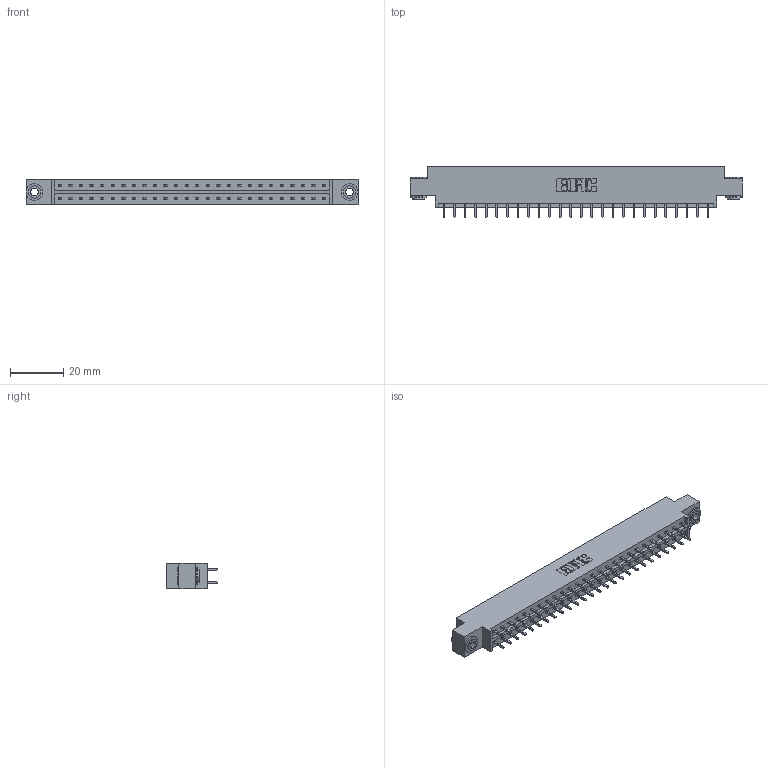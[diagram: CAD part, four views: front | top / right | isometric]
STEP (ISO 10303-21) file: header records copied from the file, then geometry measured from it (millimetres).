
FILE_DESCRIPTION (( 'STEP AP203' ), '1' );
FILE_NAME ('833-052-521-803.STEP', '2020-06-04T18:50:51', ( '' ), ( '' ), 'SwSTEP 2.0', 'SolidWorks 2020', '' );
FILE_SCHEMA (( 'CONFIG_CONTROL_DESIGN' ));
Length unit declared in the file: inch
Products named in the file (4): 345-292-001_345-293-121; 833 Part_Offset - .156 Dia - TH; 345-250-002_345-250-002-102; 833-052-521-803
Assembly tree (55 placements, depth 2):
  833-052-521-803
    833 Part_Offset - .156 Dia - TH
    345-292-001_345-293-121  x52
    345-250-002_345-250-002-102  x2
Bounding box: 124.56 x 19.06 x 9.4 mm (x, y, z)
Volume: 12337.8 mm3; surface area: 14706.5 mm2
Topology: 55 solids, 55 shells, 2860 faces, 8459 edges, 5566 vertices
Faces by surface type: plane 1956, cylinder 896, cone 8
Entity records: 19596 total; most frequent: CARTESIAN_POINT 3245, ORIENTED_EDGE 3174, DIRECTION 2833, EDGE_CURVE 1587, LINE 1435, VECTOR 1435, VERTEX_POINT 1054, AXIS2_PLACEMENT_3D 699
